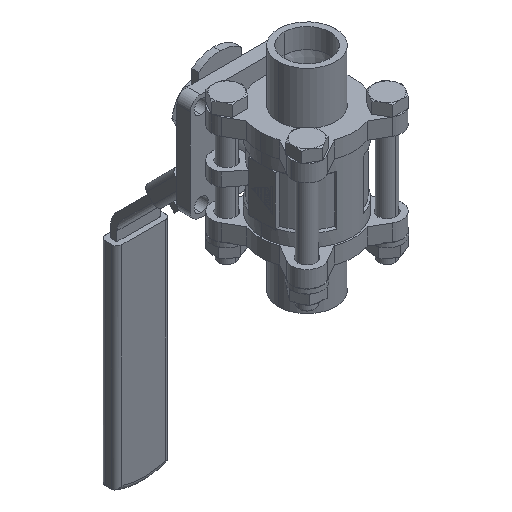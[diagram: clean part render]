
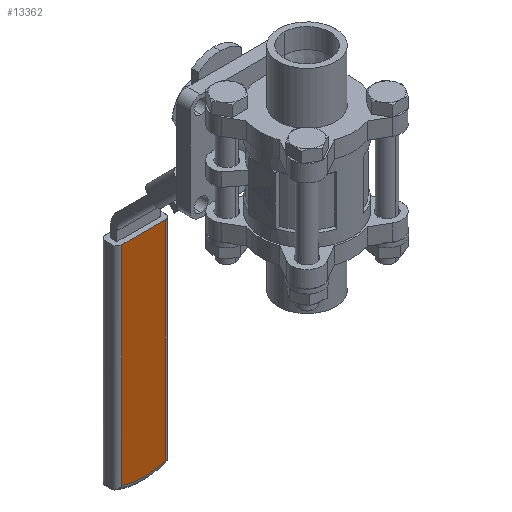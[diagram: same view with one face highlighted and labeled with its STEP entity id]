
A CAD part, isometric view. The second image highlights one B-rep face of the part: STEP entity #13362.
In plain terms, the highlighted planar face has unit normal (0, -1, 0).
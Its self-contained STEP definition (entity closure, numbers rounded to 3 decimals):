
#706 = AXIS2_PLACEMENT_3D ( 'NONE', #4389, #4394, #4395 ) ;
#2375 = FACE_OUTER_BOUND ( 'NONE', #6437, .T. ) ;
#4389 = CARTESIAN_POINT ( 'NONE',  ( 6.5, 21., -39.699 ) ) ;
#4391 = PLANE ( 'NONE',  #706 ) ;
#4394 = DIRECTION ( 'NONE',  ( 0., 1., 0. ) ) ;
#4395 = DIRECTION ( 'NONE',  ( 0., 0., 1. ) ) ;
#4621 = EDGE_CURVE ( 'NONE', #6723, #6728, #20175, .T. ) ;
#4627 = EDGE_CURVE ( 'NONE', #6727, #6726, #20176, .T. ) ;
#4635 = EDGE_CURVE ( 'NONE', #6728, #6727, #20190, .T. ) ;
#4636 = EDGE_CURVE ( 'NONE', #6726, #6723, #20192, .T. ) ;
#6437 = EDGE_LOOP ( 'NONE', ( #21454, #21455, #21456, #21457 ) ) ;
#6723 = VERTEX_POINT ( 'NONE', #17185 ) ;
#6726 = VERTEX_POINT ( 'NONE', #17188 ) ;
#6727 = VERTEX_POINT ( 'NONE', #17189 ) ;
#6728 = VERTEX_POINT ( 'NONE', #17190 ) ;
#11708 = DIRECTION ( 'NONE',  ( 0., 0., -1. ) ) ;
#11709 = CARTESIAN_POINT ( 'NONE',  ( 6.5, 21., -41.199 ) ) ;
#13335 = DIRECTION ( 'NONE',  ( 0., 0., 1. ) ) ;
#13362 = ADVANCED_FACE ( 'NONE', ( #2375 ), #4391, .F. ) ;
#13758 = AXIS2_PLACEMENT_3D ( 'NONE', #21704, #21691, #21716 ) ;
#17185 = CARTESIAN_POINT ( 'NONE',  ( 6.5, 21., -41.199 ) ) ;
#17188 = CARTESIAN_POINT ( 'NONE',  ( 6.5, 21., -103.78 ) ) ;
#17189 = CARTESIAN_POINT ( 'NONE',  ( -6.5, 21., -103.78 ) ) ;
#17190 = CARTESIAN_POINT ( 'NONE',  ( -6.5, 21., -41.199 ) ) ;
#19624 = CARTESIAN_POINT ( 'NONE',  ( 8., 21., -41.199 ) ) ;
#19629 = DIRECTION ( 'NONE',  ( -1., 0., 0. ) ) ;
#20175 = LINE ( 'NONE', #19624, #20177 ) ;
#20176 = CIRCLE ( 'NONE', #13758, 18.958 ) ;
#20177 = VECTOR ( 'NONE', #19629, 1000. ) ;
#20190 = LINE ( 'NONE', #21593, #20193 ) ;
#20192 = LINE ( 'NONE', #11709, #20195 ) ;
#20193 = VECTOR ( 'NONE', #11708, 1000. ) ;
#20195 = VECTOR ( 'NONE', #13335, 1000. ) ;
#21454 = ORIENTED_EDGE ( 'NONE', *, *, #4621, .T. ) ;
#21455 = ORIENTED_EDGE ( 'NONE', *, *, #4635, .T. ) ;
#21456 = ORIENTED_EDGE ( 'NONE', *, *, #4627, .T. ) ;
#21457 = ORIENTED_EDGE ( 'NONE', *, *, #4636, .T. ) ;
#21593 = CARTESIAN_POINT ( 'NONE',  ( -6.5, 21., -104.8 ) ) ;
#21691 = DIRECTION ( 'NONE',  ( 0., -1., 0. ) ) ;
#21704 = CARTESIAN_POINT ( 'NONE',  ( 0., 21., -85.971 ) ) ;
#21716 = DIRECTION ( 'NONE',  ( 0., 0., 1. ) ) ;
